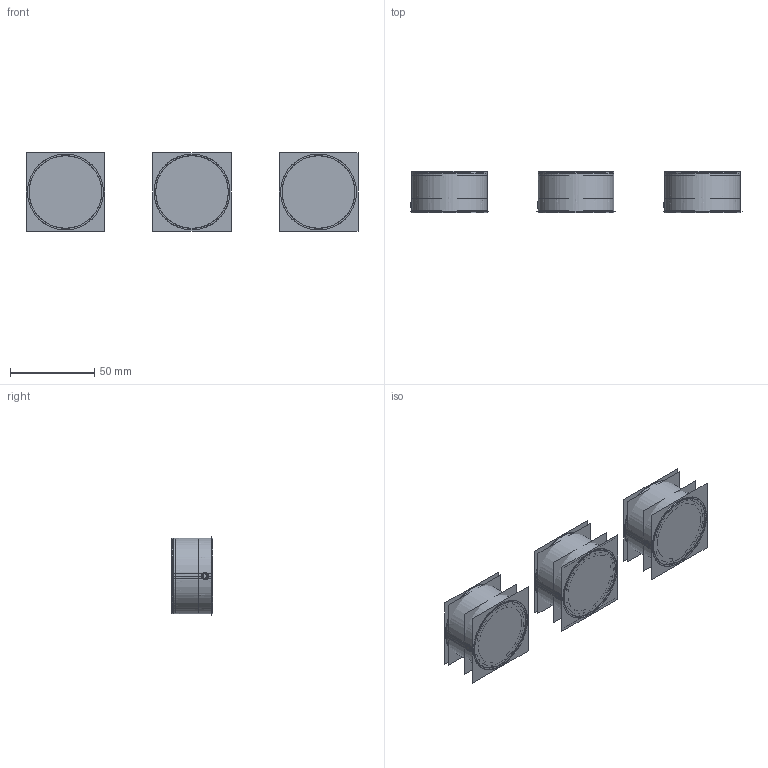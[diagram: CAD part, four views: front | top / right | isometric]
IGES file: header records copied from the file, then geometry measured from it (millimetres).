
Start section:  PTC IGES file: cethl03_asm.igs
Global section: file name: cethl03_asm.igs; native system: Pro/ENGINEER by Parametric Technology Corporation; preprocessor: 2009360; author: user321; organization: Unknown; date: 20191226.153340; units: millimetre
Bounding box: 196.8 x 24.46 x 46.8 mm (x, y, z)
Volume: 30739.5 mm3; surface area: 170435 mm2
Topology: 6 solids, 9 shells, 444 faces, 2172 edges, 2688 vertices
Faces by surface type: bspline 264, revolution 180
